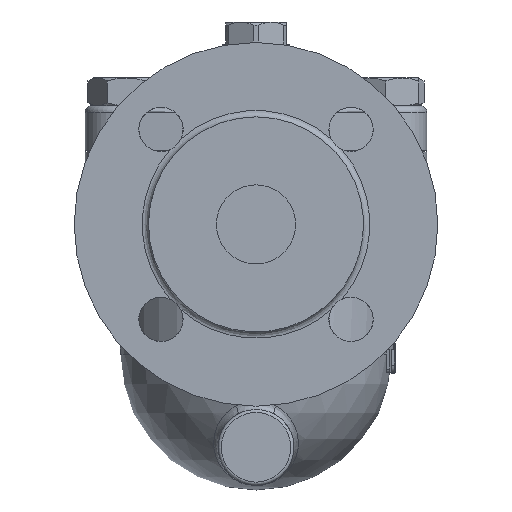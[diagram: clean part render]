
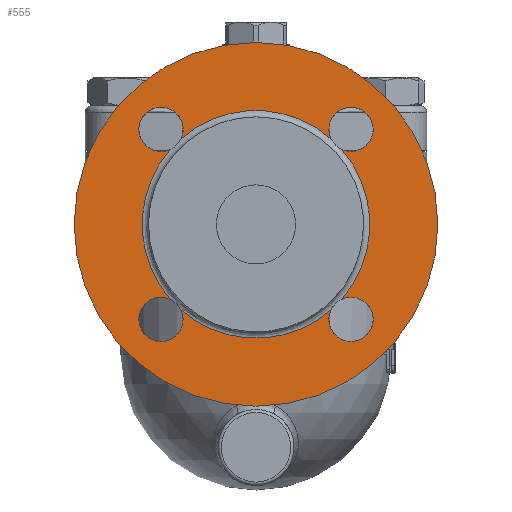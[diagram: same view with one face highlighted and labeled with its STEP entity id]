
A CAD part, left-side view. The second image highlights one B-rep face of the part: STEP entity #555.
In plain terms, the highlighted planar face has unit normal (-1, 0, 0).
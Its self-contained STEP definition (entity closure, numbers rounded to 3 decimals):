
#239=CARTESIAN_POINT('',(-115.5,0.,48.5));
#240=VERTEX_POINT('',#239);
#241=CARTESIAN_POINT('',(-115.5,0.0,-9.));
#242=DIRECTION('',(1.0,0.0,0.0));
#243=DIRECTION('',(0.0,0.0,-1.0));
#244=AXIS2_PLACEMENT_3D('',#241,#242,#243);
#245=CIRCLE('',#244,57.5);
#246=EDGE_CURVE('',#240,#240,#245,.T.);
#395=CARTESIAN_POINT('',(-115.5,-23.71,18.09));
#396=VERTEX_POINT('',#395);
#397=CARTESIAN_POINT('',(-115.5,-27.09,14.71));
#398=VERTEX_POINT('',#397);
#414=CARTESIAN_POINT('',(-115.5,23.71,18.09));
#415=VERTEX_POINT('',#414);
#416=CARTESIAN_POINT('',(-115.5,0.0,-9.));
#417=DIRECTION('',(-1.0,0.0,0.0));
#418=DIRECTION('',(0.0,0.0,-1.0));
#419=AXIS2_PLACEMENT_3D('',#416,#417,#418);
#420=CIRCLE('',#419,36.);
#421=EDGE_CURVE('',#396,#415,#420,.T.);
#423=CARTESIAN_POINT('',(-115.5,27.09,14.71));
#424=VERTEX_POINT('',#423);
#440=CARTESIAN_POINT('',(-115.5,27.09,-32.71));
#441=VERTEX_POINT('',#440);
#442=CARTESIAN_POINT('',(-115.5,0.0,-9.));
#443=DIRECTION('',(-1.0,0.0,0.0));
#444=DIRECTION('',(0.0,0.0,-1.0));
#445=AXIS2_PLACEMENT_3D('',#442,#443,#444);
#446=CIRCLE('',#445,36.);
#447=EDGE_CURVE('',#424,#441,#446,.T.);
#449=CARTESIAN_POINT('',(-115.5,23.71,-36.09));
#450=VERTEX_POINT('',#449);
#466=CARTESIAN_POINT('',(-115.5,-23.71,-36.09));
#467=VERTEX_POINT('',#466);
#468=CARTESIAN_POINT('',(-115.5,0.0,-9.));
#469=DIRECTION('',(-1.0,0.0,0.0));
#470=DIRECTION('',(0.0,0.0,-1.0));
#471=AXIS2_PLACEMENT_3D('',#468,#469,#470);
#472=CIRCLE('',#471,36.);
#473=EDGE_CURVE('',#450,#467,#472,.T.);
#475=CARTESIAN_POINT('',(-115.5,-27.09,-32.71));
#476=VERTEX_POINT('',#475);
#492=CARTESIAN_POINT('',(-115.5,0.0,-9.));
#493=DIRECTION('',(-1.0,0.0,0.0));
#494=DIRECTION('',(0.0,0.0,-1.0));
#495=AXIS2_PLACEMENT_3D('',#492,#493,#494);
#496=CIRCLE('',#495,36.);
#497=EDGE_CURVE('',#476,#398,#496,.T.);
#513=CARTESIAN_POINT('',(-115.5,0.0,-9.));
#514=DIRECTION('',(1.0,0.0,0.0));
#515=DIRECTION('',(0.0,0.0,-1.0));
#516=AXIS2_PLACEMENT_3D('',#513,#514,#515);
#517=PLANE('',#516);
#518=ORIENTED_EDGE('',*,*,#246,.F.);
#519=EDGE_LOOP('',(#518));
#520=FACE_OUTER_BOUND('',#519,.T.);
#521=ORIENTED_EDGE('',*,*,#497,.F.);
#522=CARTESIAN_POINT('',(-115.5,-30.052,-39.052));
#523=DIRECTION('',(-1.0,0.0,0.0));
#524=DIRECTION('',(0.0,0.0,-1.0));
#525=AXIS2_PLACEMENT_3D('',#522,#523,#524);
#526=CIRCLE('',#525,7.);
#527=EDGE_CURVE('',#467,#476,#526,.T.);
#528=ORIENTED_EDGE('',*,*,#527,.F.);
#529=ORIENTED_EDGE('',*,*,#473,.F.);
#530=CARTESIAN_POINT('',(-115.5,30.052,-39.052));
#531=DIRECTION('',(-1.0,0.0,0.0));
#532=DIRECTION('',(0.0,1.0,0.0));
#533=AXIS2_PLACEMENT_3D('',#530,#531,#532);
#534=CIRCLE('',#533,7.);
#535=EDGE_CURVE('',#441,#450,#534,.T.);
#536=ORIENTED_EDGE('',*,*,#535,.F.);
#537=ORIENTED_EDGE('',*,*,#447,.F.);
#538=CARTESIAN_POINT('',(-115.5,30.052,21.052));
#539=DIRECTION('',(-1.0,0.0,0.0));
#540=DIRECTION('',(0.0,0.0,1.0));
#541=AXIS2_PLACEMENT_3D('',#538,#539,#540);
#542=CIRCLE('',#541,7.);
#543=EDGE_CURVE('',#415,#424,#542,.T.);
#544=ORIENTED_EDGE('',*,*,#543,.F.);
#545=ORIENTED_EDGE('',*,*,#421,.F.);
#546=CARTESIAN_POINT('',(-115.5,-30.052,21.052));
#547=DIRECTION('',(-1.0,0.0,0.0));
#548=DIRECTION('',(0.0,-1.0,0.0));
#549=AXIS2_PLACEMENT_3D('',#546,#547,#548);
#550=CIRCLE('',#549,7.);
#551=EDGE_CURVE('',#398,#396,#550,.T.);
#552=ORIENTED_EDGE('',*,*,#551,.F.);
#553=EDGE_LOOP('',(#521,#528,#529,#536,#537,#544,#545,#552));
#554=FACE_BOUND('',#553,.T.);
#555=ADVANCED_FACE('',(#520,#554),#517,.F.);
